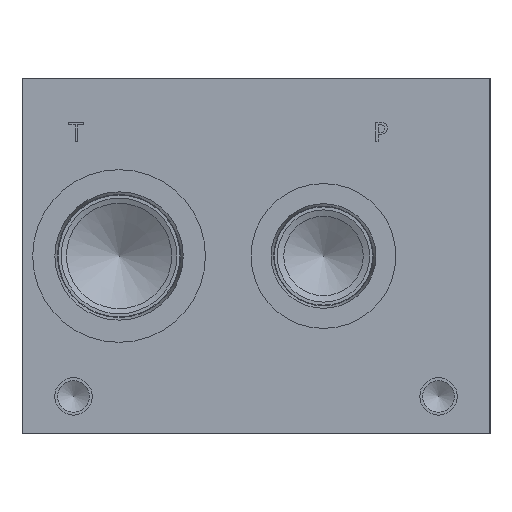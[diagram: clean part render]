
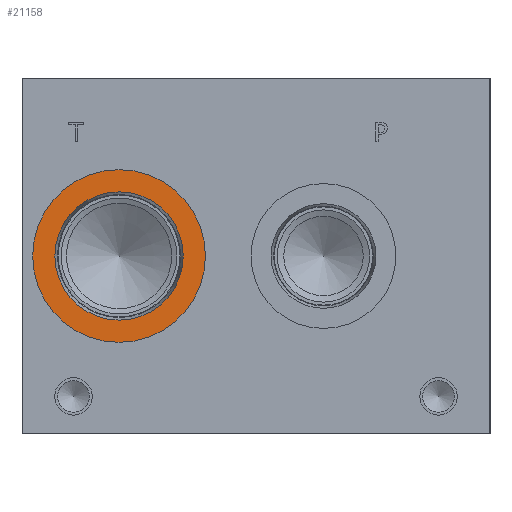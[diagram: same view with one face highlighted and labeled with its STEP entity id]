
A CAD part, left-side view. The second image highlights one B-rep face of the part: STEP entity #21158.
In plain terms, the highlighted planar face has unit normal (-1, 0, 0).
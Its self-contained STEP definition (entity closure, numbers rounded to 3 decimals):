
#1051=CIRCLE('',#22485,29.286);
#1052=CIRCLE('',#22486,29.286);
#1053=CIRCLE('',#22488,21.755);
#1054=CIRCLE('',#22489,21.755);
#2046=FACE_BOUND('',#4335,.T.);
#3069=FACE_OUTER_BOUND('',#4334,.T.);
#4334=EDGE_LOOP('',(#17894,#17895));
#4335=EDGE_LOOP('',(#17896,#17897));
#9702=VERTEX_POINT('',#36152);
#9703=VERTEX_POINT('',#36154);
#9704=VERTEX_POINT('',#36158);
#9705=VERTEX_POINT('',#36159);
#12568=EDGE_CURVE('',#9702,#9703,#1051,.T.);
#12569=EDGE_CURVE('',#9703,#9702,#1052,.T.);
#12570=EDGE_CURVE('',#9704,#9705,#1053,.T.);
#12571=EDGE_CURVE('',#9705,#9704,#1054,.T.);
#17894=ORIENTED_EDGE('',*,*,#12569,.F.);
#17895=ORIENTED_EDGE('',*,*,#12568,.F.);
#17896=ORIENTED_EDGE('',*,*,#12570,.T.);
#17897=ORIENTED_EDGE('',*,*,#12571,.T.);
#19585=PLANE('',#22487);
#21158=ADVANCED_FACE('',(#3069,#2046),#19585,.F.);
#22485=AXIS2_PLACEMENT_3D('',#36155,#26814,#26815);
#22486=AXIS2_PLACEMENT_3D('',#36156,#26816,#26817);
#22487=AXIS2_PLACEMENT_3D('',#36157,#26818,#26819);
#22488=AXIS2_PLACEMENT_3D('',#36160,#26820,#26821);
#22489=AXIS2_PLACEMENT_3D('',#36161,#26822,#26823);
#26814=DIRECTION('center_axis',(1.,0.,0.));
#26815=DIRECTION('ref_axis',(0.,0.,-1.));
#26816=DIRECTION('center_axis',(1.,0.,0.));
#26817=DIRECTION('ref_axis',(0.,0.,-1.));
#26818=DIRECTION('center_axis',(1.,0.,0.));
#26819=DIRECTION('ref_axis',(0.,0.,-1.));
#26820=DIRECTION('center_axis',(1.,0.,0.));
#26821=DIRECTION('ref_axis',(0.,0.,-1.));
#26822=DIRECTION('center_axis',(1.,0.,0.));
#26823=DIRECTION('ref_axis',(0.,0.,-1.));
#36152=CARTESIAN_POINT('',(0.787,125.832,31.039));
#36154=CARTESIAN_POINT('',(0.787,125.832,89.611));
#36155=CARTESIAN_POINT('Origin',(0.787,125.832,60.325));
#36156=CARTESIAN_POINT('Origin',(0.787,125.832,60.325));
#36157=CARTESIAN_POINT('Origin',(0.787,125.832,82.08));
#36158=CARTESIAN_POINT('',(0.787,125.832,82.08));
#36159=CARTESIAN_POINT('',(0.787,125.832,38.57));
#36160=CARTESIAN_POINT('Origin',(0.787,125.832,60.325));
#36161=CARTESIAN_POINT('Origin',(0.787,125.832,60.325));
